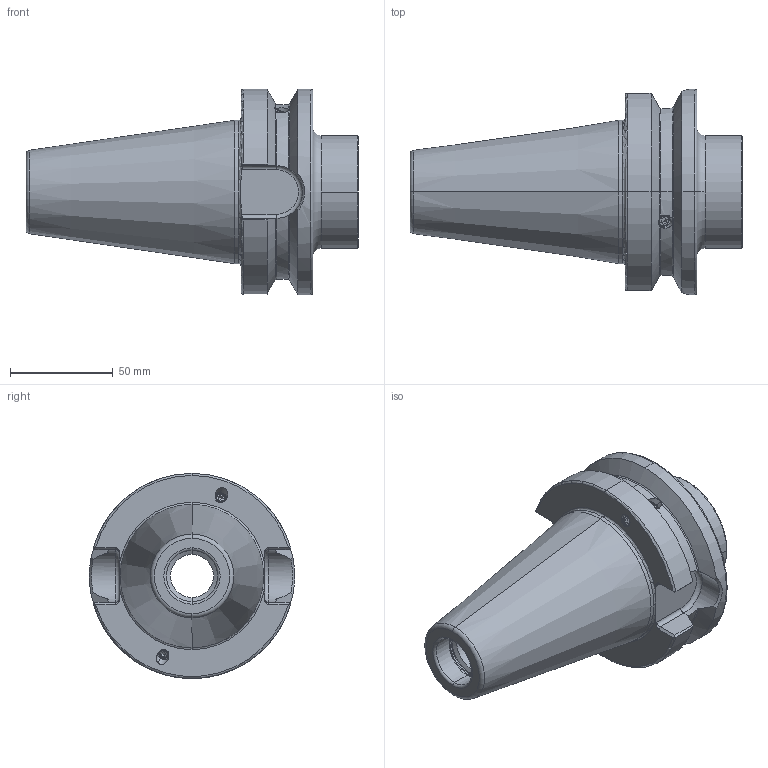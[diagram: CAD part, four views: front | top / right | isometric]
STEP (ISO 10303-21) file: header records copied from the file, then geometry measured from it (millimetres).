
FILE_DESCRIPTION (( 'STEP AP203' ), '1' );
FILE_NAME ('100.512.551C.STEP', '2018-03-12T14:05:30', ( 'SWIAdmin' ), ( 'Hewlett-Packard Company' ), 'SwSTEP 2.0', 'SolidWorks 2017', '' );
FILE_SCHEMA (( 'CONFIG_CONTROL_DESIGN' ));
Length unit declared in the file: millimetre
Products named in the file (4): BB5-CA5.K01.060_A_mit Bundk”lung; ISO 4026 - M6 x 5_PreviewCfg; ISO 4026 - M5 x 5_PreviewCfg; 100.512.551C
Assembly tree (5 placements, depth 2):
  100.512.551C
    BB5-CA5.K01.060_A_mit Bundk”lung
    ISO 4026 - M6 x 5_PreviewCfg  x2
    ISO 4026 - M5 x 5_PreviewCfg  x2
Bounding box: 161.8 x 100 x 100 mm (x, y, z)
Volume: 472447.4 mm3; surface area: 60934.5 mm2
Topology: 5 solids, 5 shells, 198 faces, 471 edges, 286 vertices
Faces by surface type: cylinder 60, plane 57, cone 46, torus 33, bspline 2
Entity records: 5986 total; most frequent: CARTESIAN_POINT 1639, DIRECTION 834, ORIENTED_EDGE 814, EDGE_CURVE 407, AXIS2_PLACEMENT_3D 339, VERTEX_POINT 246, EDGE_LOOP 179, FACE_OUTER_BOUND 168
